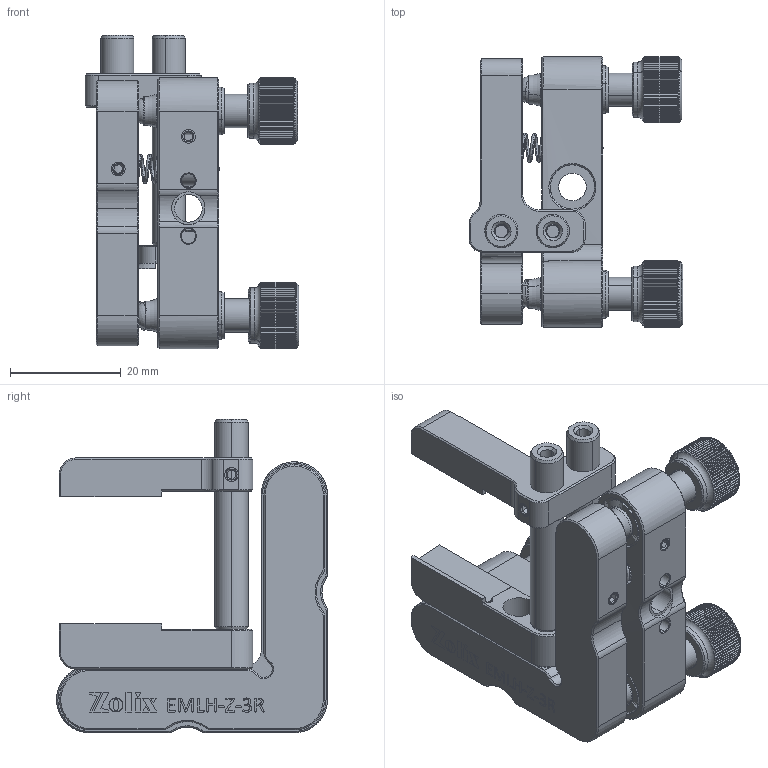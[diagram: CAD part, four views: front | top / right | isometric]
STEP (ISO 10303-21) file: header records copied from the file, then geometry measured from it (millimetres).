
FILE_DESCRIPTION (( 'STEP AP203' ), '1' );
FILE_NAME ('EMLH-Z-3R.STEP', '2025-06-23T03:26:38', ( '' ), ( '' ), 'SwSTEP 2.0', 'SolidWorks 2020', '' );
FILE_SCHEMA (( 'CONFIG_CONTROL_DESIGN' ));
Length unit declared in the file: millimetre
Products named in the file (1): EMLH-Z-3R
Bounding box: 38.7 x 49 x 56.7 mm (x, y, z)
Surface area: 17235.2 mm2 (no closed solid volume)
Topology: 0 solids, 27 shells, 1238 faces, 3655 edges, 2461 vertices
Faces by surface type: plane 646, cylinder 366, cone 178, torus 24, sphere 12, bspline 12
Entity records: 53513 total; most frequent: CARTESIAN_POINT 27343, ORIENTED_EDGE 7065, EDGE_CURVE 3631, B_SPLINE_CURVE_WITH_KNOTS 3392, DIRECTION 2699, VERTEX_POINT 2461, EDGE_LOOP 1329, AXIS2_PLACEMENT_3D 1239
